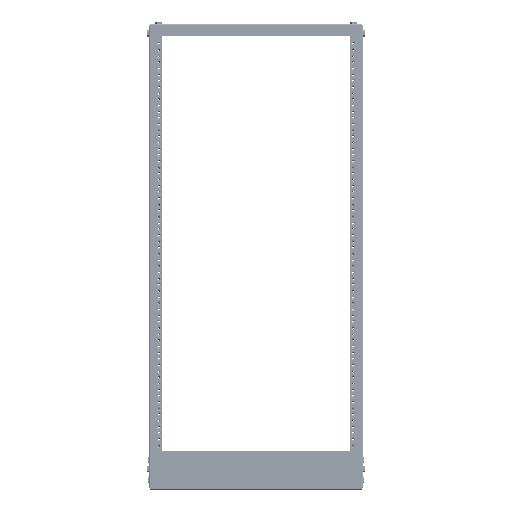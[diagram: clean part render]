
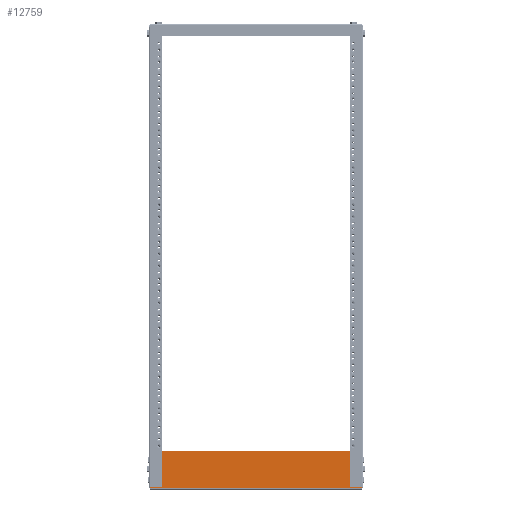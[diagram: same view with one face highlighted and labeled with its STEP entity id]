
A CAD part, left-side view. The second image highlights one B-rep face of the part: STEP entity #12759.
In plain terms, the highlighted planar face has unit normal (-1, 0, 0).
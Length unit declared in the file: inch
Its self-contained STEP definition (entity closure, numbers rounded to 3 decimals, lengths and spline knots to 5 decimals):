
#200 = EDGE_CURVE ( 'NONE', #67198, #107291, #62993, .T. ) ;
#336 = ORIENTED_EDGE ( 'NONE', *, *, #93504, .T. ) ;
#858 = FACE_OUTER_BOUND ( 'NONE', #105280, .T. ) ;
#2021 = DIRECTION ( 'NONE',  ( 1., 0., 0. ) ) ;
#2505 = LINE ( 'NONE', #38453, #86082 ) ;
#3427 = ORIENTED_EDGE ( 'NONE', *, *, #31860, .T. ) ;
#4054 = AXIS2_PLACEMENT_3D ( 'NONE', #90136, #68238, #71593 ) ;
#4161 = VECTOR ( 'NONE', #82700, 39.37008 ) ;
#4988 = DIRECTION ( 'NONE',  ( 1., 0., 0. ) ) ;
#5160 = DIRECTION ( 'NONE',  ( 1., 0., 0. ) ) ;
#8027 = VERTEX_POINT ( 'NONE', #47321 ) ;
#9928 = CIRCLE ( 'NONE', #40573, 0.11811 ) ;
#10303 = DIRECTION ( 'NONE',  ( 0., 0., -1. ) ) ;
#10407 = DIRECTION ( 'NONE',  ( 0., 0., 1. ) ) ;
#10996 = FACE_BOUND ( 'NONE', #108361, .T. ) ;
#11647 = CIRCLE ( 'NONE', #4054, 0.11811 ) ;
#12164 = DIRECTION ( 'NONE',  ( 0., 0., -1. ) ) ;
#12167 = CARTESIAN_POINT ( 'NONE',  ( 0., 0.75787, 9.4685 ) ) ;
#12759 = ADVANCED_FACE ( 'NONE', ( #82251, #28975, #10996, #93618, #858 ), #93017, .T. ) ;
#12762 = DIRECTION ( 'NONE',  ( 0., 0., -1. ) ) ;
#13910 = DIRECTION ( 'NONE',  ( -1., 0., 0. ) ) ;
#18778 = ORIENTED_EDGE ( 'NONE', *, *, #25748, .T. ) ;
#19511 = DIRECTION ( 'NONE',  ( 0., 0., 1. ) ) ;
#20167 = LINE ( 'NONE', #58474, #104252 ) ;
#21341 = DIRECTION ( 'NONE',  ( 0., 0., -1. ) ) ;
#24560 = VERTEX_POINT ( 'NONE', #116353 ) ;
#25748 = EDGE_CURVE ( 'NONE', #106597, #29085, #107137, .T. ) ;
#27042 = AXIS2_PLACEMENT_3D ( 'NONE', #104938, #4988, #39299 ) ;
#28282 = EDGE_CURVE ( 'NONE', #110870, #75218, #71136, .T. ) ;
#28967 = AXIS2_PLACEMENT_3D ( 'NONE', #88872, #42814, #59038 ) ;
#28975 = FACE_BOUND ( 'NONE', #77107, .T. ) ;
#29085 = VERTEX_POINT ( 'NONE', #65134 ) ;
#29410 = EDGE_CURVE ( 'NONE', #57334, #88836, #92088, .T. ) ;
#29550 = ORIENTED_EDGE ( 'NONE', *, *, #61579, .T. ) ;
#31860 = EDGE_CURVE ( 'NONE', #8027, #58727, #116039, .T. ) ;
#32345 = EDGE_LOOP ( 'NONE', ( #83493, #336 ) ) ;
#33529 = ORIENTED_EDGE ( 'NONE', *, *, #37391, .T. ) ;
#33622 = EDGE_LOOP ( 'NONE', ( #33529, #3427 ) ) ;
#34167 = DIRECTION ( 'NONE',  ( 0., 0., -1. ) ) ;
#34314 = AXIS2_PLACEMENT_3D ( 'NONE', #12167, #2021, #12762 ) ;
#37217 = AXIS2_PLACEMENT_3D ( 'NONE', #103757, #65460, #12164 ) ;
#37391 = EDGE_CURVE ( 'NONE', #58727, #8027, #56518, .T. ) ;
#38453 = CARTESIAN_POINT ( 'NONE',  ( 0., 3.64173, 10.03937 ) ) ;
#39299 = DIRECTION ( 'NONE',  ( 0., 0., -1. ) ) ;
#40320 = CARTESIAN_POINT ( 'NONE',  ( 0., 3.52362, 9.92126 ) ) ;
#40573 = AXIS2_PLACEMENT_3D ( 'NONE', #40320, #13910, #19511 ) ;
#42596 = ORIENTED_EDGE ( 'NONE', *, *, #29410, .T. ) ;
#42814 = DIRECTION ( 'NONE',  ( 1., 0., 0. ) ) ;
#47256 = CARTESIAN_POINT ( 'NONE',  ( 0., 0.15748, 10.03937 ) ) ;
#47321 = CARTESIAN_POINT ( 'NONE',  ( 0., 0.75787, -9.30118 ) ) ;
#52735 = VERTEX_POINT ( 'NONE', #67414 ) ;
#55767 = CARTESIAN_POINT ( 'NONE',  ( 0., 0.15748, -10.03937 ) ) ;
#56518 = CIRCLE ( 'NONE', #87090, 0.16732 ) ;
#57334 = VERTEX_POINT ( 'NONE', #113859 ) ;
#57829 = VECTOR ( 'NONE', #62173, 39.37008 ) ;
#58474 = CARTESIAN_POINT ( 'NONE',  ( 0., 3.64173, -10.03937 ) ) ;
#58660 = ORIENTED_EDGE ( 'NONE', *, *, #28282, .T. ) ;
#58727 = VERTEX_POINT ( 'NONE', #98927 ) ;
#58898 = EDGE_CURVE ( 'NONE', #107291, #64057, #2505, .T. ) ;
#59038 = DIRECTION ( 'NONE',  ( 0., 0., -1. ) ) ;
#59275 = CARTESIAN_POINT ( 'NONE',  ( 0., 3.64173, -9.92126 ) ) ;
#61579 = EDGE_CURVE ( 'NONE', #29085, #106597, #64206, .T. ) ;
#61875 = CARTESIAN_POINT ( 'NONE',  ( 0., 3.52362, -10.03937 ) ) ;
#62173 = DIRECTION ( 'NONE',  ( 0., 0., -1. ) ) ;
#62993 = LINE ( 'NONE', #55767, #4161 ) ;
#64057 = VERTEX_POINT ( 'NONE', #71442 ) ;
#64206 = CIRCLE ( 'NONE', #83264, 0.16732 ) ;
#65134 = CARTESIAN_POINT ( 'NONE',  ( 0., 0.75787, 9.30118 ) ) ;
#65460 = DIRECTION ( 'NONE',  ( 1., 0., 0. ) ) ;
#65479 = DIRECTION ( 'NONE',  ( -1., 0., 0. ) ) ;
#66487 = ORIENTED_EDGE ( 'NONE', *, *, #113044, .T. ) ;
#67129 = CARTESIAN_POINT ( 'NONE',  ( 0., 3.64173, 9.92126 ) ) ;
#67198 = VERTEX_POINT ( 'NONE', #93008 ) ;
#67414 = CARTESIAN_POINT ( 'NONE',  ( 0., 3.04134, -9.63583 ) ) ;
#68238 = DIRECTION ( 'NONE',  ( -1., 0., 0. ) ) ;
#70546 = CARTESIAN_POINT ( 'NONE',  ( 0., 3.64173, -10.03937 ) ) ;
#70846 = EDGE_CURVE ( 'NONE', #75218, #83914, #11647, .T. ) ;
#71136 = LINE ( 'NONE', #70546, #57829 ) ;
#71442 = CARTESIAN_POINT ( 'NONE',  ( 0., 3.52362, 10.03937 ) ) ;
#71593 = DIRECTION ( 'NONE',  ( 0., 0., 1. ) ) ;
#72271 = EDGE_CURVE ( 'NONE', #64057, #110870, #9928, .T. ) ;
#75218 = VERTEX_POINT ( 'NONE', #59275 ) ;
#76424 = CARTESIAN_POINT ( 'NONE',  ( 0., 0.75787, 9.4685 ) ) ;
#76978 = DIRECTION ( 'NONE',  ( 1., 0., 0. ) ) ;
#77012 = DIRECTION ( 'NONE',  ( 0., -1., 0. ) ) ;
#77107 = EDGE_LOOP ( 'NONE', ( #99222, #42596 ) ) ;
#78752 = AXIS2_PLACEMENT_3D ( 'NONE', #111438, #112028, #10303 ) ;
#80153 = CARTESIAN_POINT ( 'NONE',  ( 0., 3.04134, 9.30118 ) ) ;
#80562 = CIRCLE ( 'NONE', #28967, 0.16732 ) ;
#82251 = FACE_BOUND ( 'NONE', #33622, .T. ) ;
#82589 = ORIENTED_EDGE ( 'NONE', *, *, #58898, .T. ) ;
#82700 = DIRECTION ( 'NONE',  ( 0., 0., 1. ) ) ;
#83264 = AXIS2_PLACEMENT_3D ( 'NONE', #76424, #5160, #105686 ) ;
#83493 = ORIENTED_EDGE ( 'NONE', *, *, #100195, .T. ) ;
#83914 = VERTEX_POINT ( 'NONE', #61875 ) ;
#86082 = VECTOR ( 'NONE', #100117, 39.37008 ) ;
#87090 = AXIS2_PLACEMENT_3D ( 'NONE', #93168, #76978, #21341 ) ;
#88836 = VERTEX_POINT ( 'NONE', #80153 ) ;
#88872 = CARTESIAN_POINT ( 'NONE',  ( 0., 3.04134, -9.4685 ) ) ;
#89233 = AXIS2_PLACEMENT_3D ( 'NONE', #117262, #116690, #34167 ) ;
#90136 = CARTESIAN_POINT ( 'NONE',  ( 0., 3.52362, -9.92126 ) ) ;
#90668 = CIRCLE ( 'NONE', #37217, 0.16732 ) ;
#92088 = CIRCLE ( 'NONE', #78752, 0.16732 ) ;
#93008 = CARTESIAN_POINT ( 'NONE',  ( 0., 0.15748, -10.03937 ) ) ;
#93017 = PLANE ( 'NONE',  #116335 ) ;
#93168 = CARTESIAN_POINT ( 'NONE',  ( 0., 0.75787, -9.4685 ) ) ;
#93504 = EDGE_CURVE ( 'NONE', #24560, #52735, #80562, .T. ) ;
#93618 = FACE_BOUND ( 'NONE', #32345, .T. ) ;
#93941 = CIRCLE ( 'NONE', #27042, 0.16732 ) ;
#95810 = ORIENTED_EDGE ( 'NONE', *, *, #200, .T. ) ;
#98927 = CARTESIAN_POINT ( 'NONE',  ( 0., 0.75787, -9.63583 ) ) ;
#99222 = ORIENTED_EDGE ( 'NONE', *, *, #105891, .T. ) ;
#100117 = DIRECTION ( 'NONE',  ( 0., 1., 0. ) ) ;
#100195 = EDGE_CURVE ( 'NONE', #52735, #24560, #93941, .T. ) ;
#103757 = CARTESIAN_POINT ( 'NONE',  ( 0., 3.04134, 9.4685 ) ) ;
#104252 = VECTOR ( 'NONE', #77012, 39.37008 ) ;
#104938 = CARTESIAN_POINT ( 'NONE',  ( 0., 3.04134, -9.4685 ) ) ;
#105280 = EDGE_LOOP ( 'NONE', ( #58660, #107293, #66487, #95810, #82589, #111862 ) ) ;
#105686 = DIRECTION ( 'NONE',  ( 0., 0., -1. ) ) ;
#105891 = EDGE_CURVE ( 'NONE', #88836, #57334, #90668, .T. ) ;
#106597 = VERTEX_POINT ( 'NONE', #118305 ) ;
#107137 = CIRCLE ( 'NONE', #34314, 0.16732 ) ;
#107291 = VERTEX_POINT ( 'NONE', #47256 ) ;
#107293 = ORIENTED_EDGE ( 'NONE', *, *, #70846, .T. ) ;
#108361 = EDGE_LOOP ( 'NONE', ( #29550, #18778 ) ) ;
#110870 = VERTEX_POINT ( 'NONE', #67129 ) ;
#110957 = CARTESIAN_POINT ( 'NONE',  ( 0., 3.64173, -10.03937 ) ) ;
#111438 = CARTESIAN_POINT ( 'NONE',  ( 0., 3.04134, 9.4685 ) ) ;
#111862 = ORIENTED_EDGE ( 'NONE', *, *, #72271, .T. ) ;
#112028 = DIRECTION ( 'NONE',  ( 1., 0., 0. ) ) ;
#113044 = EDGE_CURVE ( 'NONE', #83914, #67198, #20167, .T. ) ;
#113859 = CARTESIAN_POINT ( 'NONE',  ( 0., 3.04134, 9.63583 ) ) ;
#116039 = CIRCLE ( 'NONE', #89233, 0.16732 ) ;
#116335 = AXIS2_PLACEMENT_3D ( 'NONE', #110957, #65479, #10407 ) ;
#116353 = CARTESIAN_POINT ( 'NONE',  ( 0., 3.04134, -9.30118 ) ) ;
#116690 = DIRECTION ( 'NONE',  ( 1., 0., 0. ) ) ;
#117262 = CARTESIAN_POINT ( 'NONE',  ( 0., 0.75787, -9.4685 ) ) ;
#118305 = CARTESIAN_POINT ( 'NONE',  ( 0., 0.75787, 9.63583 ) ) ;
